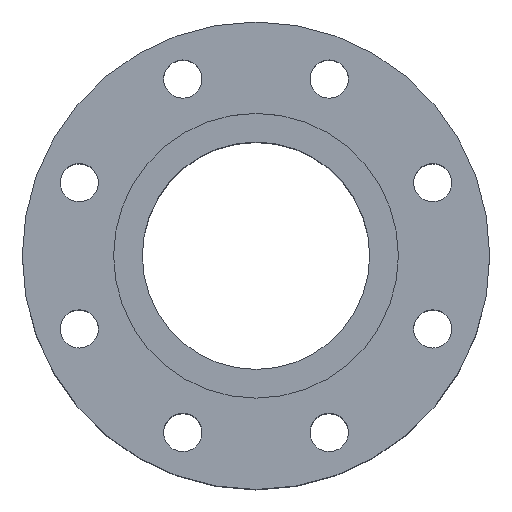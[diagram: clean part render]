
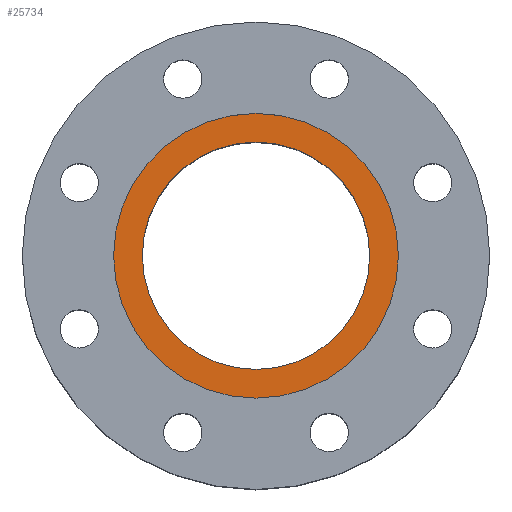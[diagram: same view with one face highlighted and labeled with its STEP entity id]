
A CAD part, top view. The second image highlights one B-rep face of the part: STEP entity #25734.
In plain terms, the highlighted planar face has unit normal (0, 0, 1).
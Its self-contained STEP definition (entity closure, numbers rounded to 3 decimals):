
#325 = AXIS2_PLACEMENT_3D ( 'NONE', #23935, #14755, #25706 ) ;
#1008 = DIRECTION ( 'NONE',  ( 0., 0., -1. ) ) ;
#2228 = CIRCLE ( 'NONE', #11684, 67. ) ;
#2934 = FACE_OUTER_BOUND ( 'NONE', #28605, .T. ) ;
#2999 = CARTESIAN_POINT ( 'NONE',  ( 0., 0., 0. ) ) ;
#3026 = DIRECTION ( 'NONE',  ( 0., 0., 1. ) ) ;
#3357 = ORIENTED_EDGE ( 'NONE', *, *, #7850, .F. ) ;
#3912 = EDGE_LOOP ( 'NONE', ( #26412, #3357 ) ) ;
#4922 = ORIENTED_EDGE ( 'NONE', *, *, #7054, .T. ) ;
#5304 = CARTESIAN_POINT ( 'NONE',  ( 0., 67., 0. ) ) ;
#6115 = VERTEX_POINT ( 'NONE', #10503 ) ;
#7054 = EDGE_CURVE ( 'NONE', #16491, #8273, #2228, .T. ) ;
#7069 = ORIENTED_EDGE ( 'NONE', *, *, #7576, .T. ) ;
#7475 = CARTESIAN_POINT ( 'NONE',  ( 0., 0., 0. ) ) ;
#7576 = EDGE_CURVE ( 'NONE', #8273, #16491, #18293, .T. ) ;
#7814 = DIRECTION ( 'NONE',  ( -1., 0., 0. ) ) ;
#7850 = EDGE_CURVE ( 'NONE', #6115, #16618, #22540, .T. ) ;
#8273 = VERTEX_POINT ( 'NONE', #20905 ) ;
#9716 = CARTESIAN_POINT ( 'NONE',  ( -67., 0., 0. ) ) ;
#10503 = CARTESIAN_POINT ( 'NONE',  ( -53.5, 0., 0. ) ) ;
#10828 = CIRCLE ( 'NONE', #28307, 53.5 ) ;
#11684 = AXIS2_PLACEMENT_3D ( 'NONE', #23595, #3026, #18863 ) ;
#12373 = EDGE_CURVE ( 'NONE', #16618, #6115, #10828, .T. ) ;
#13815 = DIRECTION ( 'NONE',  ( 1., 0., 0. ) ) ;
#13846 = DIRECTION ( 'NONE',  ( 1., 0., 0. ) ) ;
#13892 = FACE_BOUND ( 'NONE', #3912, .T. ) ;
#14242 = DIRECTION ( 'NONE',  ( 0., 0., 1. ) ) ;
#14755 = DIRECTION ( 'NONE',  ( 0., 0., 1. ) ) ;
#16491 = VERTEX_POINT ( 'NONE', #9716 ) ;
#16618 = VERTEX_POINT ( 'NONE', #24940 ) ;
#17244 = AXIS2_PLACEMENT_3D ( 'NONE', #5304, #1008, #7814 ) ;
#18293 = CIRCLE ( 'NONE', #325, 67. ) ;
#18863 = DIRECTION ( 'NONE',  ( 1., 0., 0. ) ) ;
#20510 = DIRECTION ( 'NONE',  ( 0., 0., 1. ) ) ;
#20905 = CARTESIAN_POINT ( 'NONE',  ( 67., 0., 0. ) ) ;
#22540 = CIRCLE ( 'NONE', #26791, 53.5 ) ;
#23595 = CARTESIAN_POINT ( 'NONE',  ( 0., 0., 0. ) ) ;
#23935 = CARTESIAN_POINT ( 'NONE',  ( 0., 0., 0. ) ) ;
#24940 = CARTESIAN_POINT ( 'NONE',  ( 53.5, 0., 0. ) ) ;
#25567 = PLANE ( 'NONE',  #17244 ) ;
#25706 = DIRECTION ( 'NONE',  ( 1., 0., 0. ) ) ;
#25734 = ADVANCED_FACE ( 'NONE', ( #13892, #2934 ), #25567, .F. ) ;
#26412 = ORIENTED_EDGE ( 'NONE', *, *, #12373, .F. ) ;
#26791 = AXIS2_PLACEMENT_3D ( 'NONE', #7475, #20510, #13846 ) ;
#28307 = AXIS2_PLACEMENT_3D ( 'NONE', #2999, #14242, #13815 ) ;
#28605 = EDGE_LOOP ( 'NONE', ( #7069, #4922 ) ) ;
